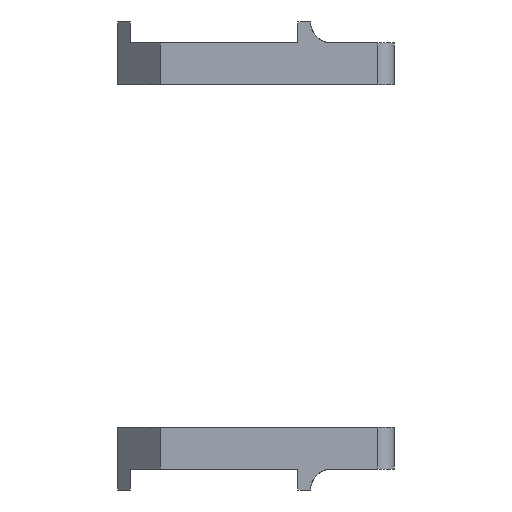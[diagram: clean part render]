
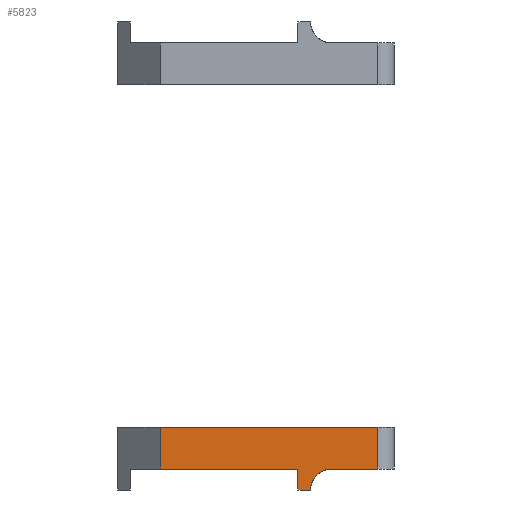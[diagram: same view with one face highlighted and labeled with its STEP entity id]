
A CAD part, left-side view. The second image highlights one B-rep face of the part: STEP entity #5823.
In plain terms, the highlighted planar face has unit normal (-1, 0, 0).
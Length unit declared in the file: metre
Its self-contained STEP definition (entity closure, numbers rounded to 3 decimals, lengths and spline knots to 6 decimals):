
#270=CIRCLE('',#6267,0.0025);
#951=ORIENTED_EDGE('',*,*,#2396,.F.);
#952=ORIENTED_EDGE('',*,*,#2456,.F.);
#953=ORIENTED_EDGE('',*,*,#2457,.T.);
#954=ORIENTED_EDGE('',*,*,#2458,.F.);
#955=ORIENTED_EDGE('',*,*,#2459,.T.);
#956=ORIENTED_EDGE('',*,*,#2460,.F.);
#957=ORIENTED_EDGE('',*,*,#2444,.T.);
#958=ORIENTED_EDGE('',*,*,#2461,.F.);
#2396=EDGE_CURVE('',#3193,#3194,#3779,.T.);
#2444=EDGE_CURVE('',#3241,#3240,#3803,.T.);
#2456=EDGE_CURVE('',#3248,#3193,#3812,.T.);
#2457=EDGE_CURVE('',#3248,#3249,#3813,.T.);
#2458=EDGE_CURVE('',#3250,#3249,#3814,.T.);
#2459=EDGE_CURVE('',#3250,#3251,#3815,.T.);
#2460=EDGE_CURVE('',#3241,#3251,#270,.T.);
#2461=EDGE_CURVE('',#3194,#3240,#3816,.T.);
#3193=VERTEX_POINT('',#8885);
#3194=VERTEX_POINT('',#8887);
#3240=VERTEX_POINT('',#8982);
#3241=VERTEX_POINT('',#8984);
#3248=VERTEX_POINT('',#9018);
#3249=VERTEX_POINT('',#9020);
#3250=VERTEX_POINT('',#9022);
#3251=VERTEX_POINT('',#9024);
#3779=LINE('',#8886,#4355);
#3803=LINE('',#8983,#4379);
#3812=LINE('',#9017,#4388);
#3813=LINE('',#9019,#4389);
#3814=LINE('',#9021,#4390);
#3815=LINE('',#9023,#4391);
#3816=LINE('',#9026,#4392);
#4355=VECTOR('',#7102,1.);
#4379=VECTOR('',#7178,1.);
#4388=VECTOR('',#7197,1.);
#4389=VECTOR('',#7198,1.);
#4390=VECTOR('',#7199,1.);
#4391=VECTOR('',#7200,1.);
#4392=VECTOR('',#7203,1.);
#4888=EDGE_LOOP('',(#951,#952,#953,#954,#955,#956,#957,#958));
#5284=FACE_BOUND('',#4888,.T.);
#5617=PLANE('',#6266);
#5823=ADVANCED_FACE('',(#5284),#5617,.F.);
#6266=AXIS2_PLACEMENT_3D('',#9016,#7195,#7196);
#6267=AXIS2_PLACEMENT_3D('',#9025,#7201,#7202);
#7102=DIRECTION('',(0.,-1.,0.));
#7178=DIRECTION('',(0.,-1.,0.));
#7195=DIRECTION('',(1.,0.,0.));
#7196=DIRECTION('',(0.,0.,-1.));
#7197=DIRECTION('',(0.,0.,1.));
#7198=DIRECTION('',(0.,-1.,0.));
#7199=DIRECTION('',(0.,0.,1.));
#7200=DIRECTION('',(0.,-1.,0.));
#7201=DIRECTION('',(-1.,0.,0.));
#7202=DIRECTION('',(0.,0.,1.));
#7203=DIRECTION('',(0.,0.,-1.));
#8885=CARTESIAN_POINT('',(-0.04675,0.00642,-0.0458));
#8886=CARTESIAN_POINT('',(-0.04675,0.,-0.0458));
#8887=CARTESIAN_POINT('',(-0.04675,-0.0195,-0.0458));
#8982=CARTESIAN_POINT('',(-0.04675,-0.0195,-0.0508));
#8983=CARTESIAN_POINT('',(-0.04675,0.,-0.0508));
#8984=CARTESIAN_POINT('',(-0.04675,-0.014013,-0.0508));
#9016=CARTESIAN_POINT('',(-0.04675,0.,-0.0458));
#9017=CARTESIAN_POINT('',(-0.04675,0.00642,-0.0458));
#9018=CARTESIAN_POINT('',(-0.04675,0.00642,-0.0508));
#9019=CARTESIAN_POINT('',(-0.04675,0.,-0.0508));
#9020=CARTESIAN_POINT('',(-0.04675,-0.01,-0.0508));
#9021=CARTESIAN_POINT('',(-0.04675,-0.01,-0.0533));
#9022=CARTESIAN_POINT('',(-0.04675,-0.01,-0.0533));
#9023=CARTESIAN_POINT('',(-0.04675,0.,-0.0533));
#9024=CARTESIAN_POINT('',(-0.04675,-0.011513,-0.0533));
#9025=CARTESIAN_POINT('',(-0.04675,-0.014013,-0.0533));
#9026=CARTESIAN_POINT('',(-0.04675,-0.0195,-0.0508));
